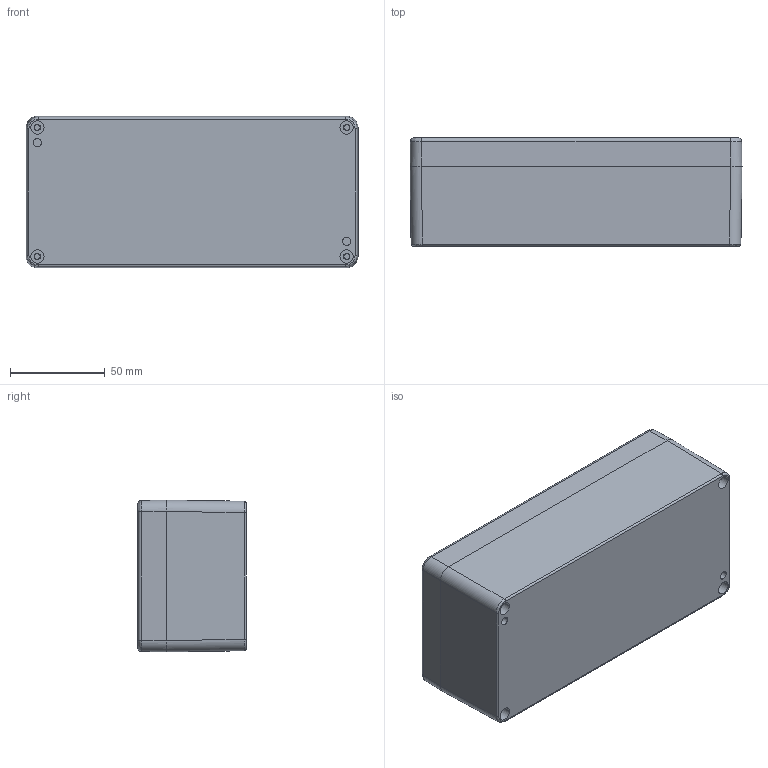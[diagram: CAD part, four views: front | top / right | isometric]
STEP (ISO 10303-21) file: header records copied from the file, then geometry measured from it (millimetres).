
FILE_DESCRIPTION (( 'STEP AP214' ), '1' );
FILE_NAME ('2374-1708-05-54.step', '2023-11-08T10:38:27', ( '' ), ( '' ), 'SwSTEP 2.0', 'SolidWorks 2019', '' );
FILE_SCHEMA (( 'AUTOMOTIVE_DESIGN' ));
Length unit declared in the file: millimetre
Products named in the file (6): 2374-1708-05-54; Unterteil^2374-1708-05-54; SchutzleiteranschlussM4x8; Deckel^2374-1708-05-54; DeckelschraubeM4x20
Assembly tree (10 placements, depth 3):
  2374-1708-05-54
    2374-1708-05-54
      Unterteil^2374-1708-05-54
      SchutzleiteranschlussM4x8  x3
      Deckel^2374-1708-05-54
      DeckelschraubeM4x20  x4
Bounding box: 175 x 57 x 80 mm (x, y, z)
Volume: 192680.8 mm3; surface area: 119741.2 mm2
Topology: 8 solids, 16 shells, 713 faces, 1903 edges, 1215 vertices
Faces by surface type: plane 317, cylinder 229, cone 128, torus 20, bspline 19
Entity records: 14096 total; most frequent: CARTESIAN_POINT 4775, ORIENTED_EDGE 1962, DIRECTION 1818, EDGE_CURVE 983, AXIS2_PLACEMENT_3D 700, VERTEX_POINT 632, EDGE_LOOP 421, VECTOR 418
